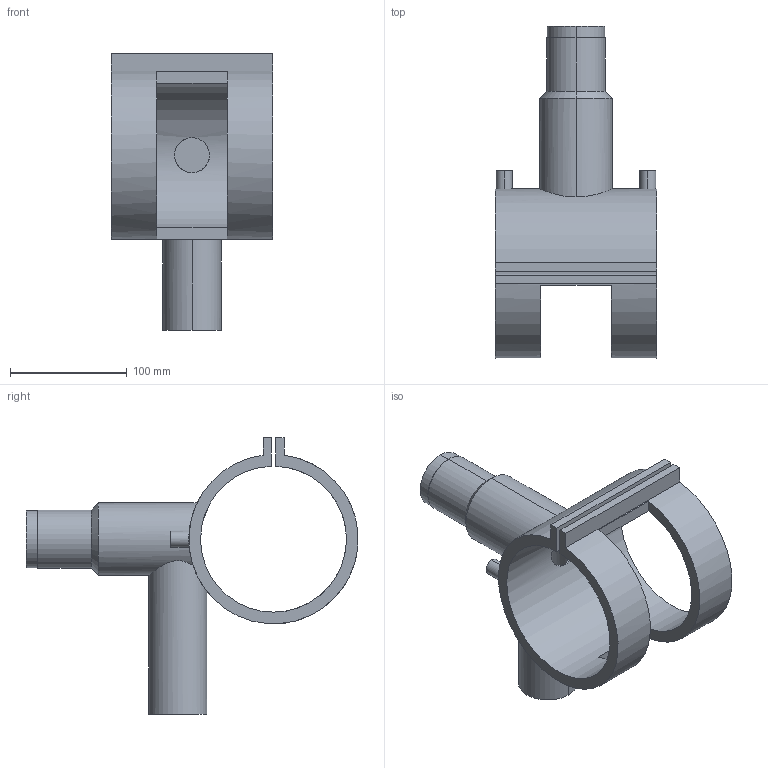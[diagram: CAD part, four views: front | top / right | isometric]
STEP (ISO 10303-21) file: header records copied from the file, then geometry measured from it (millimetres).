
FILE_DESCRIPTION (( 'STEP AP203' ), '1' );
FILE_NAME ('Ef Tapping Saddle_125-50.step', '2020-01-17T14:22:04', ( '' ), ( '' ), 'SwSTEP 2.0', 'SolidWorks 2019', '' );
FILE_SCHEMA (( 'CONFIG_CONTROL_DESIGN' ));
Length unit declared in the file: millimetre
Products named in the file (1): Ef Tapping Saddle_125-50
Bounding box: 138 x 284.34 x 236.94 mm (x, y, z)
Volume: 818316.8 mm3; surface area: 195534.1 mm2
Topology: 2 solids, 2 shells, 59 faces, 133 edges, 85 vertices
Faces by surface type: cylinder 30, plane 23, cone 6
Entity records: 2550 total; most frequent: CARTESIAN_POINT 1144, DIRECTION 275, ORIENTED_EDGE 266, EDGE_CURVE 133, AXIS2_PLACEMENT_3D 106, VERTEX_POINT 85, EDGE_LOOP 72, VECTOR 63
